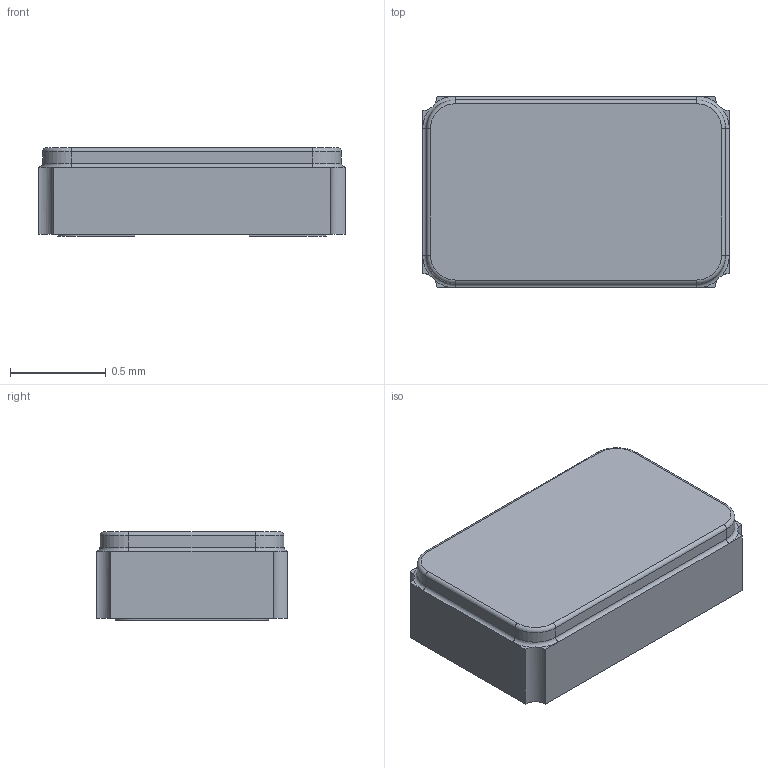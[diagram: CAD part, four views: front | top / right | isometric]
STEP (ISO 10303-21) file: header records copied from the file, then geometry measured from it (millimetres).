
FILE_DESCRIPTION (( 'STEP AP214' ), '1' );
FILE_NAME ('CRYSTAL-SMD_L1.6-W1.0.STEP', '2021-10-22T14:17:33', ( '' ), ( '' ), 'SwSTEP 2.0', 'SolidWorks 2018', '' );
FILE_SCHEMA (( 'AUTOMOTIVE_DESIGN' ));
Length unit declared in the file: millimetre
Products named in the file (1): CRYSTAL-SMD_L1.6-W1.0
Bounding box: 1.6 x 1 x 0.46 mm (x, y, z)
Volume: 0.7 mm3; surface area: 5.4 mm2
Topology: 1 solids, 1 shells, 116 faces, 291 edges, 186 vertices
Faces by surface type: plane 74, cylinder 20, bspline 14, torus 8
Entity records: 5433 total; most frequent: CARTESIAN_POINT 1404, ORIENTED_EDGE 582, DIRECTION 521, EDGE_CURVE 291, VECTOR 203, LINE 203, VERTEX_POINT 186, AXIS2_PLACEMENT_3D 159
